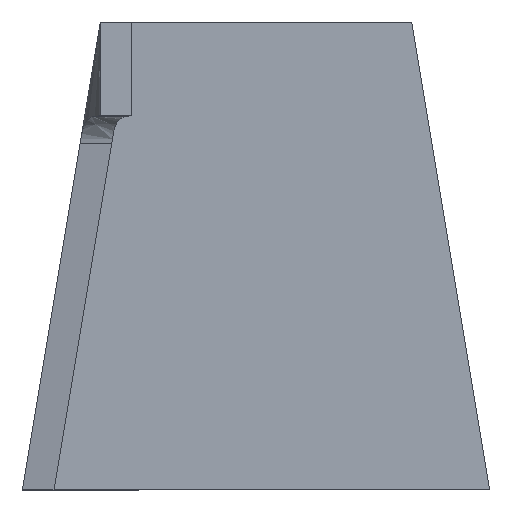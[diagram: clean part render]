
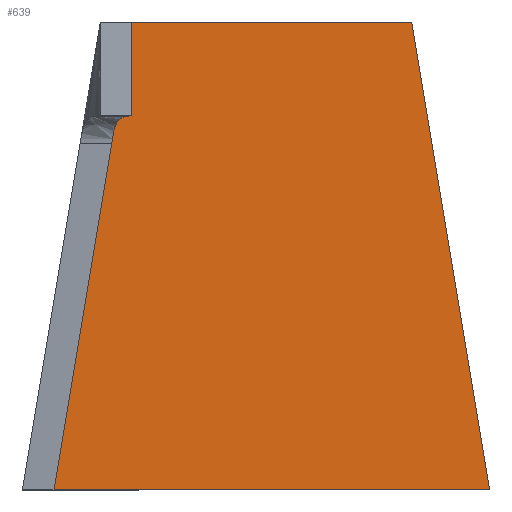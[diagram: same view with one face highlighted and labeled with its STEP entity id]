
A CAD part, top view. The second image highlights one B-rep face of the part: STEP entity #639.
In plain terms, the highlighted planar face has unit normal (0, 0, 1).
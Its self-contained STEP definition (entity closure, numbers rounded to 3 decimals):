
#105 = PLANE ( 'NONE',  #208 ) ;
#106 = CARTESIAN_POINT ( 'NONE',  ( -50., 0., 10. ) ) ;
#107 = DIRECTION ( 'NONE',  ( 0., 0., 1. ) ) ;
#108 = DIRECTION ( 'NONE',  ( 1., 0., 0. ) ) ;
#146 = CARTESIAN_POINT ( 'NONE',  ( 75., -150., 10. ) ) ;
#147 = CARTESIAN_POINT ( 'NONE',  ( -64.862, -150., 10. ) ) ;
#150 = CARTESIAN_POINT ( 'NONE',  ( 75., -150., 10. ) ) ;
#151 = DIRECTION ( 'NONE',  ( -0.164, 0.986, 0. ) ) ;
#208 = AXIS2_PLACEMENT_3D ( 'NONE', #106, #107, #108 ) ;
#238 = VECTOR ( 'NONE', #151, 1000. ) ;
#249 = VECTOR ( 'NONE', #393, 1000. ) ;
#252 = VECTOR ( 'NONE', #431, 1000. ) ;
#253 = VECTOR ( 'NONE', #409, 1000. ) ;
#293 = CARTESIAN_POINT ( 'NONE',  ( -75., -150., 10. ) ) ;
#339 = CARTESIAN_POINT ( 'NONE',  ( 50., 0., 10. ) ) ;
#352 = CARTESIAN_POINT ( 'NONE',  ( -39.862, 0., 10. ) ) ;
#354 = CARTESIAN_POINT ( 'NONE',  ( -39.862, 0., 10. ) ) ;
#379 = CARTESIAN_POINT ( 'NONE',  ( 50., 0., 10. ) ) ;
#393 = DIRECTION ( 'NONE',  ( 1., 0., 0. ) ) ;
#409 = DIRECTION ( 'NONE',  ( 0.164, 0.986, 0. ) ) ;
#431 = DIRECTION ( 'NONE',  ( -1., 0., 0. ) ) ;
#475 = ORIENTED_EDGE ( 'NONE', *, *, #663, .T. ) ;
#477 = ORIENTED_EDGE ( 'NONE', *, *, #664, .F. ) ;
#478 = ORIENTED_EDGE ( 'NONE', *, *, #661, .T. ) ;
#479 = ORIENTED_EDGE ( 'NONE', *, *, #653, .T. ) ;
#532 = EDGE_LOOP ( 'NONE', ( #477, #478, #479, #475 ) ) ;
#571 = FACE_OUTER_BOUND ( 'NONE', #532, .T. ) ;
#582 = LINE ( 'NONE', #150, #238 ) ;
#589 = LINE ( 'NONE', #293, #249 ) ;
#591 = LINE ( 'NONE', #379, #252 ) ;
#592 = LINE ( 'NONE', #352, #253 ) ;
#639 = ADVANCED_FACE ( 'NONE', ( #571 ), #105, .T. ) ;
#650 = VERTEX_POINT ( 'NONE', #146 ) ;
#651 = VERTEX_POINT ( 'NONE', #147 ) ;
#653 = EDGE_CURVE ( 'NONE', #650, #694, #582, .T. ) ;
#661 = EDGE_CURVE ( 'NONE', #651, #650, #589, .T. ) ;
#663 = EDGE_CURVE ( 'NONE', #694, #695, #591, .T. ) ;
#664 = EDGE_CURVE ( 'NONE', #651, #695, #592, .T. ) ;
#694 = VERTEX_POINT ( 'NONE', #339 ) ;
#695 = VERTEX_POINT ( 'NONE', #354 ) ;
